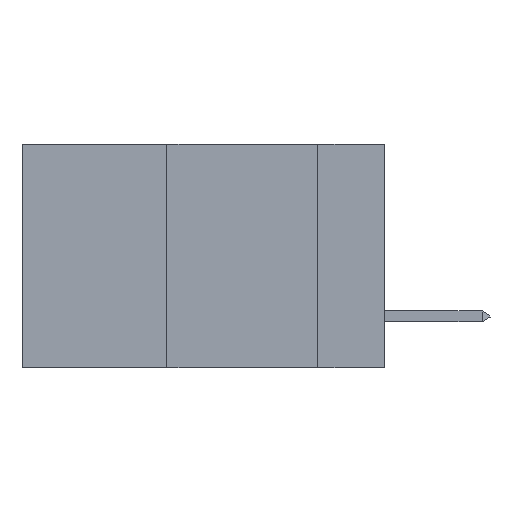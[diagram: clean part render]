
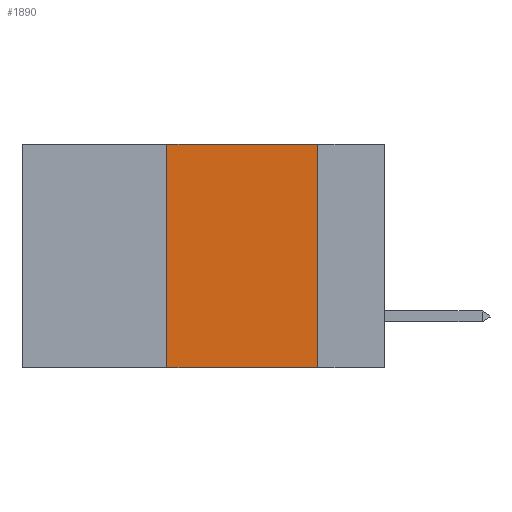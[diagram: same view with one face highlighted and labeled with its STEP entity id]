
A CAD part, left-side view. The second image highlights one B-rep face of the part: STEP entity #1890.
In plain terms, the highlighted planar face has unit normal (-1, 0, 0).
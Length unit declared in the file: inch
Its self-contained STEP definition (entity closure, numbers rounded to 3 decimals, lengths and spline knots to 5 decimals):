
#378 = VECTOR ( 'NONE', #975, 39.37008 ) ;
#975 = DIRECTION ( 'NONE',  ( 0., 0., -1. ) ) ;
#1166 = LINE ( 'NONE', #4121, #378 ) ;
#1742 = DIRECTION ( 'NONE',  ( 0., 0., 1. ) ) ;
#1890 = ADVANCED_FACE ( 'NONE', ( #4940 ), #1925, .F. ) ;
#1925 = PLANE ( 'NONE',  #6593 ) ;
#2085 = ORIENTED_EDGE ( 'NONE', *, *, #7161, .F. ) ;
#2086 = DIRECTION ( 'NONE',  ( 0., -1., 0. ) ) ;
#2624 = VECTOR ( 'NONE', #6578, 39.37008 ) ;
#3463 = EDGE_CURVE ( 'NONE', #11730, #3899, #7928, .T. ) ;
#3876 = VERTEX_POINT ( 'NONE', #6460 ) ;
#3899 = VERTEX_POINT ( 'NONE', #8329 ) ;
#3960 = VERTEX_POINT ( 'NONE', #12548 ) ;
#3963 = CARTESIAN_POINT ( 'NONE',  ( 0., 0.6, 0. ) ) ;
#4091 = VECTOR ( 'NONE', #1742, 39.37008 ) ;
#4121 = CARTESIAN_POINT ( 'NONE',  ( 0., 0.11, 0. ) ) ;
#4940 = FACE_OUTER_BOUND ( 'NONE', #7567, .T. ) ;
#5718 = CARTESIAN_POINT ( 'NONE',  ( 0., 0.36, -0.37 ) ) ;
#6460 = CARTESIAN_POINT ( 'NONE',  ( 0., 0.11, 0. ) ) ;
#6578 = DIRECTION ( 'NONE',  ( 0., -1., 0. ) ) ;
#6593 = AXIS2_PLACEMENT_3D ( 'NONE', #3963, #9225, #10194 ) ;
#6624 = EDGE_CURVE ( 'NONE', #3899, #3876, #12757, .T. ) ;
#6632 = ORIENTED_EDGE ( 'NONE', *, *, #13085, .T. ) ;
#7161 = EDGE_CURVE ( 'NONE', #3876, #3960, #1166, .T. ) ;
#7272 = VECTOR ( 'NONE', #2086, 39.37008 ) ;
#7567 = EDGE_LOOP ( 'NONE', ( #2085, #7791, #11014, #6632 ) ) ;
#7791 = ORIENTED_EDGE ( 'NONE', *, *, #6624, .F. ) ;
#7928 = LINE ( 'NONE', #8944, #4091 ) ;
#8329 = CARTESIAN_POINT ( 'NONE',  ( 0., 0.36, 0. ) ) ;
#8841 = CARTESIAN_POINT ( 'NONE',  ( 0., 0.6, -0.37 ) ) ;
#8944 = CARTESIAN_POINT ( 'NONE',  ( 0., 0.36, 0. ) ) ;
#9225 = DIRECTION ( 'NONE',  ( 1., 0., 0. ) ) ;
#10194 = DIRECTION ( 'NONE',  ( 0., 0., -1. ) ) ;
#11014 = ORIENTED_EDGE ( 'NONE', *, *, #3463, .F. ) ;
#11469 = CARTESIAN_POINT ( 'NONE',  ( 0., 0.6, 0. ) ) ;
#11509 = LINE ( 'NONE', #8841, #2624 ) ;
#11730 = VERTEX_POINT ( 'NONE', #5718 ) ;
#12548 = CARTESIAN_POINT ( 'NONE',  ( 0., 0.11, -0.37 ) ) ;
#12757 = LINE ( 'NONE', #11469, #7272 ) ;
#13085 = EDGE_CURVE ( 'NONE', #11730, #3960, #11509, .T. ) ;
